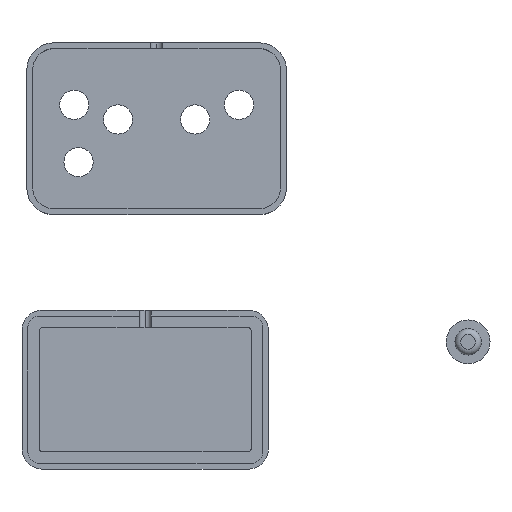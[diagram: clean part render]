
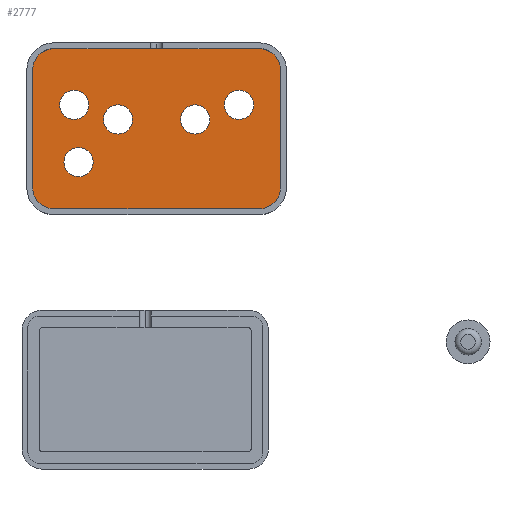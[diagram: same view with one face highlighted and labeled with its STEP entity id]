
A CAD part, top view. The second image highlights one B-rep face of the part: STEP entity #2777.
In plain terms, the highlighted planar face has unit normal (0, 0, 1).
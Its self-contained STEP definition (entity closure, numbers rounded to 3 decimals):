
#87=FACE_BOUND('',#489,.T.);
#88=FACE_BOUND('',#490,.T.);
#89=FACE_BOUND('',#491,.T.);
#90=FACE_BOUND('',#492,.T.);
#91=FACE_BOUND('',#493,.T.);
#181=PLANE('',#2989);
#323=FACE_OUTER_BOUND('',#488,.T.);
#488=EDGE_LOOP('',(#2561,#2562,#2563,#2564,#2565,#2566,#2567,#2568));
#489=EDGE_LOOP('',(#2569));
#490=EDGE_LOOP('',(#2570));
#491=EDGE_LOOP('',(#2571));
#492=EDGE_LOOP('',(#2572));
#493=EDGE_LOOP('',(#2573));
#756=LINE('',#4655,#1045);
#762=LINE('',#4670,#1051);
#766=LINE('',#4682,#1055);
#770=LINE('',#4694,#1059);
#1045=VECTOR('',#3556,10.);
#1051=VECTOR('',#3570,10.);
#1055=VECTOR('',#3582,10.);
#1059=VECTOR('',#3594,10.);
#1132=CIRCLE('',#2952,7.2);
#1134=CIRCLE('',#2956,7.2);
#1136=CIRCLE('',#2960,7.2);
#1138=CIRCLE('',#2964,7.2);
#1144=CIRCLE('',#2980,5.);
#1145=CIRCLE('',#2982,5.);
#1146=CIRCLE('',#2984,5.);
#1147=CIRCLE('',#2986,5.);
#1148=CIRCLE('',#2988,5.);
#1384=VERTEX_POINT('',#4653);
#1385=VERTEX_POINT('',#4654);
#1388=VERTEX_POINT('',#4663);
#1390=VERTEX_POINT('',#4669);
#1392=VERTEX_POINT('',#4675);
#1394=VERTEX_POINT('',#4681);
#1396=VERTEX_POINT('',#4687);
#1398=VERTEX_POINT('',#4693);
#1408=VERTEX_POINT('',#4736);
#1409=VERTEX_POINT('',#4740);
#1410=VERTEX_POINT('',#4744);
#1411=VERTEX_POINT('',#4748);
#1412=VERTEX_POINT('',#4752);
#1752=EDGE_CURVE('',#1384,#1385,#756,.T.);
#1757=EDGE_CURVE('',#1385,#1388,#1132,.T.);
#1760=EDGE_CURVE('',#1388,#1390,#762,.T.);
#1763=EDGE_CURVE('',#1390,#1392,#1134,.T.);
#1766=EDGE_CURVE('',#1392,#1394,#766,.T.);
#1769=EDGE_CURVE('',#1394,#1396,#1136,.T.);
#1772=EDGE_CURVE('',#1396,#1398,#770,.T.);
#1775=EDGE_CURVE('',#1398,#1384,#1138,.T.);
#1794=EDGE_CURVE('',#1408,#1408,#1144,.T.);
#1796=EDGE_CURVE('',#1409,#1409,#1145,.T.);
#1798=EDGE_CURVE('',#1410,#1410,#1146,.T.);
#1800=EDGE_CURVE('',#1411,#1411,#1147,.T.);
#1802=EDGE_CURVE('',#1412,#1412,#1148,.T.);
#2561=ORIENTED_EDGE('',*,*,#1757,.T.);
#2562=ORIENTED_EDGE('',*,*,#1760,.T.);
#2563=ORIENTED_EDGE('',*,*,#1763,.T.);
#2564=ORIENTED_EDGE('',*,*,#1766,.T.);
#2565=ORIENTED_EDGE('',*,*,#1769,.T.);
#2566=ORIENTED_EDGE('',*,*,#1772,.T.);
#2567=ORIENTED_EDGE('',*,*,#1775,.T.);
#2568=ORIENTED_EDGE('',*,*,#1752,.T.);
#2569=ORIENTED_EDGE('',*,*,#1802,.T.);
#2570=ORIENTED_EDGE('',*,*,#1800,.T.);
#2571=ORIENTED_EDGE('',*,*,#1798,.T.);
#2572=ORIENTED_EDGE('',*,*,#1796,.T.);
#2573=ORIENTED_EDGE('',*,*,#1794,.T.);
#2777=ADVANCED_FACE('',(#323,#87,#88,#89,#90,#91),#181,.T.);
#2952=AXIS2_PLACEMENT_3D('',#4664,#3563,#3564);
#2956=AXIS2_PLACEMENT_3D('',#4676,#3575,#3576);
#2960=AXIS2_PLACEMENT_3D('',#4688,#3587,#3588);
#2964=AXIS2_PLACEMENT_3D('',#4699,#3599,#3600);
#2980=AXIS2_PLACEMENT_3D('',#4737,#3644,#3645);
#2982=AXIS2_PLACEMENT_3D('',#4741,#3649,#3650);
#2984=AXIS2_PLACEMENT_3D('',#4745,#3654,#3655);
#2986=AXIS2_PLACEMENT_3D('',#4749,#3659,#3660);
#2988=AXIS2_PLACEMENT_3D('',#4753,#3664,#3665);
#2989=AXIS2_PLACEMENT_3D('',#4755,#3667,#3668);
#3556=DIRECTION('',(-1.,0.,0.));
#3563=DIRECTION('center_axis',(0.,0.,1.));
#3564=DIRECTION('ref_axis',(0.,1.,0.));
#3570=DIRECTION('',(0.,-1.,0.));
#3575=DIRECTION('center_axis',(0.,0.,1.));
#3576=DIRECTION('ref_axis',(-1.,0.,0.));
#3582=DIRECTION('',(1.,0.,0.));
#3587=DIRECTION('center_axis',(0.,0.,1.));
#3588=DIRECTION('ref_axis',(0.,-1.,0.));
#3594=DIRECTION('',(0.,1.,0.));
#3599=DIRECTION('center_axis',(0.,0.,1.));
#3600=DIRECTION('ref_axis',(1.,0.,0.));
#3644=DIRECTION('center_axis',(0.,0.,-1.));
#3645=DIRECTION('ref_axis',(1.,0.,0.));
#3649=DIRECTION('center_axis',(0.,0.,-1.));
#3650=DIRECTION('ref_axis',(1.,0.,0.));
#3654=DIRECTION('center_axis',(0.,0.,-1.));
#3655=DIRECTION('ref_axis',(1.,0.,0.));
#3659=DIRECTION('center_axis',(0.,0.,-1.));
#3660=DIRECTION('ref_axis',(1.,0.,0.));
#3664=DIRECTION('center_axis',(0.,0.,-1.));
#3665=DIRECTION('ref_axis',(1.,0.,0.));
#3667=DIRECTION('center_axis',(0.,0.,1.));
#3668=DIRECTION('ref_axis',(1.,0.,0.));
#4653=CARTESIAN_POINT('',(75.4,2.2,2.));
#4654=CARTESIAN_POINT('',(5.,2.2,2.));
#4655=CARTESIAN_POINT('',(5.,2.2,2.));
#4663=CARTESIAN_POINT('',(-2.2,-5.,2.));
#4664=CARTESIAN_POINT('Origin',(5.,-5.,2.));
#4669=CARTESIAN_POINT('',(-2.2,-45.4,2.));
#4670=CARTESIAN_POINT('',(-2.2,-45.4,2.));
#4675=CARTESIAN_POINT('',(5.,-52.6,2.));
#4676=CARTESIAN_POINT('Origin',(5.,-45.4,2.));
#4681=CARTESIAN_POINT('',(75.4,-52.6,2.));
#4682=CARTESIAN_POINT('',(75.4,-52.6,2.));
#4687=CARTESIAN_POINT('',(82.6,-45.4,2.));
#4688=CARTESIAN_POINT('Origin',(75.4,-45.4,2.));
#4693=CARTESIAN_POINT('',(82.6,-5.,2.));
#4694=CARTESIAN_POINT('',(82.6,-5.,2.));
#4699=CARTESIAN_POINT('Origin',(75.4,-5.,2.));
#4736=CARTESIAN_POINT('',(48.4,-22.,2.));
#4737=CARTESIAN_POINT('Origin',(53.4,-22.,2.));
#4740=CARTESIAN_POINT('',(22.,-22.,2.));
#4741=CARTESIAN_POINT('Origin',(27.,-22.,2.));
#4744=CARTESIAN_POINT('',(63.4,-17.,2.));
#4745=CARTESIAN_POINT('Origin',(68.4,-17.,2.));
#4748=CARTESIAN_POINT('',(7.,-17.,2.));
#4749=CARTESIAN_POINT('Origin',(12.,-17.,2.));
#4752=CARTESIAN_POINT('',(8.5,-36.6,2.));
#4753=CARTESIAN_POINT('Origin',(13.5,-36.6,2.));
#4755=CARTESIAN_POINT('Origin',(40.2,-25.2,2.));
